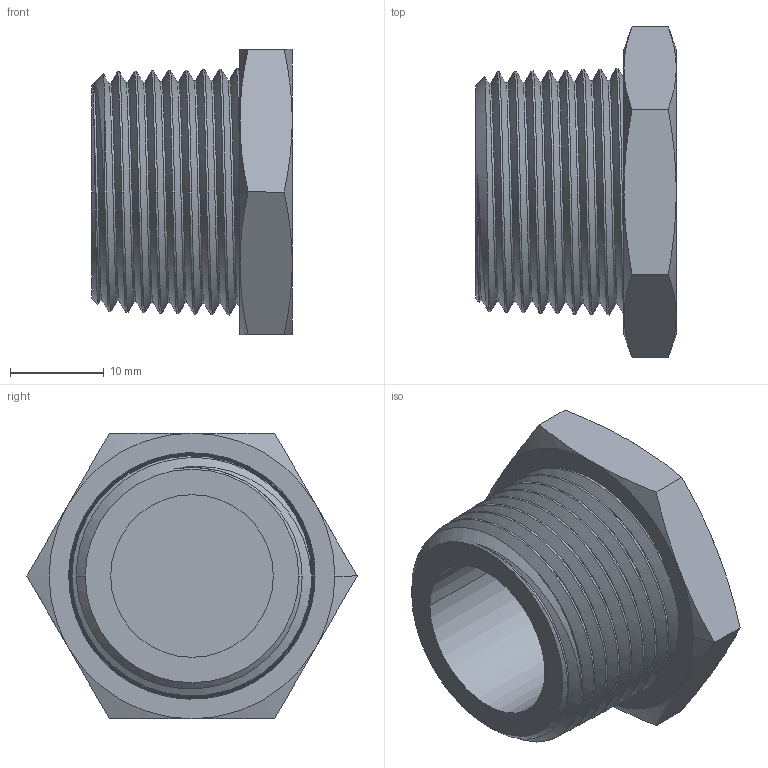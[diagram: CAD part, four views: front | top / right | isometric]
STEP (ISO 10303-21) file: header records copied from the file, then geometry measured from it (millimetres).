
FILE_DESCRIPTION (( 'STEP AP203' ), '1' );
FILE_NAME ('1432N35_Low-Pressure Threaded Pipe Fitting with Sealant.STEP', '2021-07-10T01:10:40', ( 'Administrator' ), ( 'Managed by Terraform' ), 'SwSTEP 2.0', 'SolidWorks 2017', '' );
FILE_SCHEMA (( 'CONFIG_CONTROL_DESIGN' ));
Length unit declared in the file: inch
Products named in the file (1): 1432N35_Low-Pressure Threaded Pipe Fitting with Sealant
Bounding box: 21.43 x 35.29 x 30.56 mm (x, y, z)
Volume: 8339.7 mm3; surface area: 5068.6 mm2
Topology: 1 solids, 1 shells, 49 faces, 120 edges, 75 vertices
Faces by surface type: cone 34, plane 10, bspline 3, cylinder 2
Entity records: 5330 total; most frequent: CARTESIAN_POINT 4224, ORIENTED_EDGE 240, DIRECTION 169, EDGE_CURVE 120, VERTEX_POINT 75, AXIS2_PLACEMENT_3D 70, B_SPLINE_CURVE_WITH_KNOTS 68, EDGE_LOOP 51
